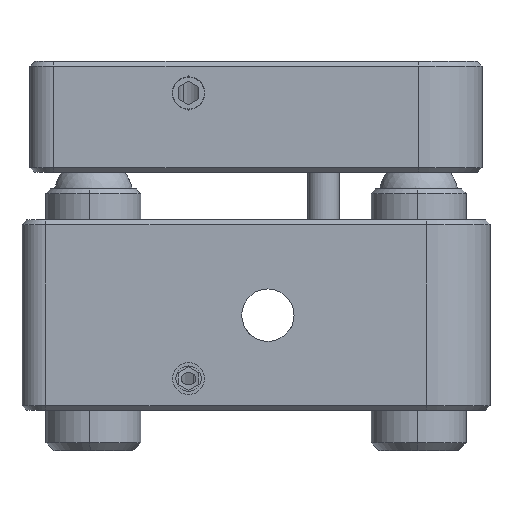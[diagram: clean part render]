
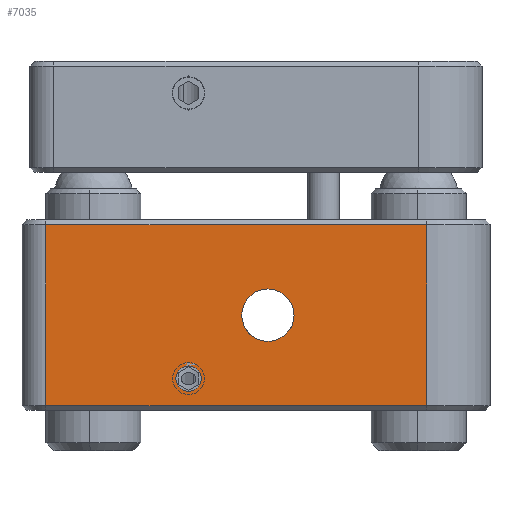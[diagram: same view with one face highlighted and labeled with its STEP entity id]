
A CAD part, front view. The second image highlights one B-rep face of the part: STEP entity #7035.
In plain terms, the highlighted planar face has unit normal (0, -1, 0).
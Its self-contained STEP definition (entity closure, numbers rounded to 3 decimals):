
#44 = VERTEX_POINT ( 'NONE', #7688 ) ;
#47 = VERTEX_POINT ( 'NONE', #5823 ) ;
#285 = FACE_BOUND ( 'NONE', #9817, .T. ) ;
#356 = EDGE_CURVE ( 'NONE', #11334, #10205, #11593, .T. ) ;
#425 = ORIENTED_EDGE ( 'NONE', *, *, #8441, .T. ) ;
#1323 = DIRECTION ( 'NONE',  ( 0., 0., -1. ) ) ;
#1679 = EDGE_CURVE ( 'NONE', #47, #11334, #10257, .T. ) ;
#1924 = EDGE_LOOP ( 'NONE', ( #8790, #9690, #8217, #425 ) ) ;
#2020 = VERTEX_POINT ( 'NONE', #7285 ) ;
#2565 = VECTOR ( 'NONE', #6325, 1000. ) ;
#2742 = CARTESIAN_POINT ( 'NONE',  ( 6.185, -12.736, -4.969 ) ) ;
#2893 = FACE_BOUND ( 'NONE', #5908, .T. ) ;
#3086 = AXIS2_PLACEMENT_3D ( 'NONE', #6733, #6772, #11381 ) ;
#3192 = EDGE_CURVE ( 'NONE', #7072, #44, #10792, .T. ) ;
#3531 = CIRCLE ( 'NONE', #4810, 0.8 ) ;
#4052 = DIRECTION ( 'NONE',  ( 0., -1., 0. ) ) ;
#4486 = DIRECTION ( 'NONE',  ( 1., 0., 0. ) ) ;
#4568 = CARTESIAN_POINT ( 'NONE',  ( 6.185, -12.736, -4.969 ) ) ;
#4627 = AXIS2_PLACEMENT_3D ( 'NONE', #8113, #5425, #9111 ) ;
#4665 = ORIENTED_EDGE ( 'NONE', *, *, #7693, .F. ) ;
#4810 = AXIS2_PLACEMENT_3D ( 'NONE', #5098, #9595, #11471 ) ;
#5098 = CARTESIAN_POINT ( 'NONE',  ( -8.815, -12.736, -3.269 ) ) ;
#5163 = LINE ( 'NONE', #8230, #2565 ) ;
#5391 = AXIS2_PLACEMENT_3D ( 'NONE', #10598, #9649, #11570 ) ;
#5425 = DIRECTION ( 'NONE',  ( 0., 1., 0. ) ) ;
#5515 = ORIENTED_EDGE ( 'NONE', *, *, #9967, .F. ) ;
#5772 = CARTESIAN_POINT ( 'NONE',  ( -3.815, -12.736, 0.731 ) ) ;
#5823 = CARTESIAN_POINT ( 'NONE',  ( -17.815, -12.736, 6.431 ) ) ;
#5908 = EDGE_LOOP ( 'NONE', ( #5515, #4665 ) ) ;
#6273 = CARTESIAN_POINT ( 'NONE',  ( -8.815, -12.736, -4.069 ) ) ;
#6325 = DIRECTION ( 'NONE',  ( -1., 0., 0. ) ) ;
#6603 = EDGE_CURVE ( 'NONE', #44, #7072, #7611, .T. ) ;
#6733 = CARTESIAN_POINT ( 'NONE',  ( -8.815, -12.736, -3.269 ) ) ;
#6737 = CARTESIAN_POINT ( 'NONE',  ( -17.815, -12.736, 6.731 ) ) ;
#6772 = DIRECTION ( 'NONE',  ( 0., -1., 0. ) ) ;
#6788 = CARTESIAN_POINT ( 'NONE',  ( -17.815, -12.736, -4.969 ) ) ;
#6965 = VECTOR ( 'NONE', #1323, 1000. ) ;
#7035 = ADVANCED_FACE ( 'NONE', ( #2893, #285, #7317 ), #9025, .F. ) ;
#7072 = VERTEX_POINT ( 'NONE', #11870 ) ;
#7253 = EDGE_CURVE ( 'NONE', #11488, #10205, #11753, .T. ) ;
#7285 = CARTESIAN_POINT ( 'NONE',  ( -8.815, -12.736, -2.469 ) ) ;
#7317 = FACE_OUTER_BOUND ( 'NONE', #1924, .T. ) ;
#7582 = DIRECTION ( 'NONE',  ( 0., 0., -1. ) ) ;
#7611 = CIRCLE ( 'NONE', #11345, 1.65 ) ;
#7688 = CARTESIAN_POINT ( 'NONE',  ( -3.815, -12.736, -0.919 ) ) ;
#7693 = EDGE_CURVE ( 'NONE', #2020, #10164, #9452, .T. ) ;
#8113 = CARTESIAN_POINT ( 'NONE',  ( 6.185, -12.736, 6.731 ) ) ;
#8217 = ORIENTED_EDGE ( 'NONE', *, *, #7253, .F. ) ;
#8230 = CARTESIAN_POINT ( 'NONE',  ( -17.815, -12.736, 6.431 ) ) ;
#8441 = EDGE_CURVE ( 'NONE', #11488, #47, #5163, .T. ) ;
#8601 = VECTOR ( 'NONE', #7582, 1000. ) ;
#8790 = ORIENTED_EDGE ( 'NONE', *, *, #1679, .T. ) ;
#9025 = PLANE ( 'NONE',  #4627 ) ;
#9111 = DIRECTION ( 'NONE',  ( -1., 0., 0. ) ) ;
#9402 = DIRECTION ( 'NONE',  ( 0., 0., -1. ) ) ;
#9452 = CIRCLE ( 'NONE', #3086, 0.8 ) ;
#9595 = DIRECTION ( 'NONE',  ( 0., -1., 0. ) ) ;
#9649 = DIRECTION ( 'NONE',  ( 0., -1., 0. ) ) ;
#9690 = ORIENTED_EDGE ( 'NONE', *, *, #356, .T. ) ;
#9817 = EDGE_LOOP ( 'NONE', ( #11691, #11684 ) ) ;
#9967 = EDGE_CURVE ( 'NONE', #10164, #2020, #3531, .T. ) ;
#10164 = VERTEX_POINT ( 'NONE', #6273 ) ;
#10205 = VERTEX_POINT ( 'NONE', #2742 ) ;
#10257 = LINE ( 'NONE', #6737, #6965 ) ;
#10592 = CARTESIAN_POINT ( 'NONE',  ( 6.185, -12.736, 6.431 ) ) ;
#10598 = CARTESIAN_POINT ( 'NONE',  ( -3.815, -12.736, 0.731 ) ) ;
#10792 = CIRCLE ( 'NONE', #5391, 1.65 ) ;
#10863 = VECTOR ( 'NONE', #4486, 1000. ) ;
#11334 = VERTEX_POINT ( 'NONE', #6788 ) ;
#11345 = AXIS2_PLACEMENT_3D ( 'NONE', #5772, #4052, #9402 ) ;
#11353 = CARTESIAN_POINT ( 'NONE',  ( 6.185, -12.736, 6.731 ) ) ;
#11381 = DIRECTION ( 'NONE',  ( 0., 0., -1. ) ) ;
#11471 = DIRECTION ( 'NONE',  ( 0., 0., -1. ) ) ;
#11488 = VERTEX_POINT ( 'NONE', #10592 ) ;
#11570 = DIRECTION ( 'NONE',  ( 0., 0., -1. ) ) ;
#11593 = LINE ( 'NONE', #4568, #10863 ) ;
#11684 = ORIENTED_EDGE ( 'NONE', *, *, #3192, .F. ) ;
#11691 = ORIENTED_EDGE ( 'NONE', *, *, #6603, .F. ) ;
#11753 = LINE ( 'NONE', #11353, #8601 ) ;
#11870 = CARTESIAN_POINT ( 'NONE',  ( -3.815, -12.736, 2.381 ) ) ;
